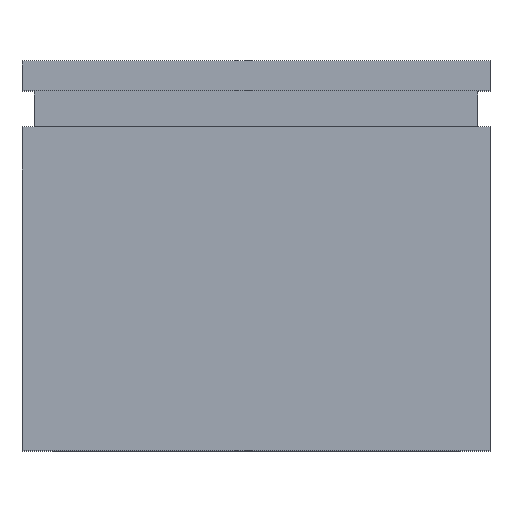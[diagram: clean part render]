
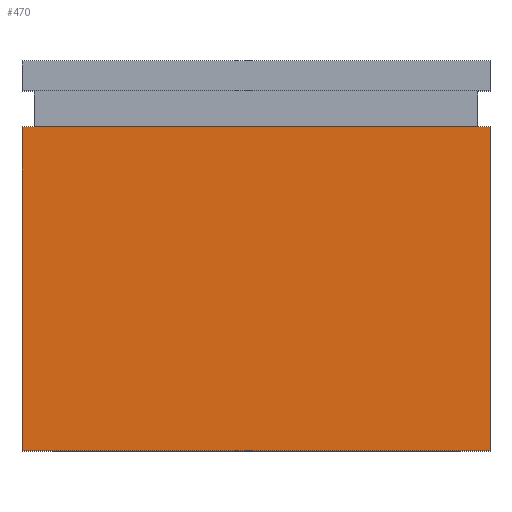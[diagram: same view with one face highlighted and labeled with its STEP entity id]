
A CAD part, top view. The second image highlights one B-rep face of the part: STEP entity #470.
In plain terms, the highlighted planar face has unit normal (0, 0, 1).
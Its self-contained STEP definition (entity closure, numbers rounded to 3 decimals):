
#297=FACE_OUTER_BOUND('',#775,.T.);
#470=ADVANCED_FACE('',(#297),#645,.F.);
#645=PLANE('',#3461);
#775=EDGE_LOOP('',(#999,#1000,#1001,#1002));
#999=ORIENTED_EDGE('',*,*,#2260,.F.);
#1000=ORIENTED_EDGE('',*,*,#2249,.T.);
#1001=ORIENTED_EDGE('',*,*,#2273,.T.);
#1002=ORIENTED_EDGE('',*,*,#2275,.T.);
#1929=VERTEX_POINT('',#4722);
#1930=VERTEX_POINT('',#4724);
#1936=VERTEX_POINT('',#4744);
#1944=VERTEX_POINT('',#4770);
#2249=EDGE_CURVE('',#1930,#1929,#2736,.T.);
#2260=EDGE_CURVE('',#1930,#1936,#2747,.T.);
#2273=EDGE_CURVE('',#1929,#1944,#2760,.T.);
#2275=EDGE_CURVE('',#1944,#1936,#2762,.T.);
#2736=LINE('',#4723,#3099);
#2747=LINE('',#4743,#3110);
#2760=LINE('',#4769,#3123);
#2762=LINE('',#4773,#3125);
#3099=VECTOR('',#3762,1.);
#3110=VECTOR('',#3779,1.);
#3123=VECTOR('',#3802,1.);
#3125=VECTOR('',#3806,1.);
#3461=AXIS2_PLACEMENT_3D('',#4774,#3807,#3808);
#3762=DIRECTION('',(0.,-1.,0.));
#3779=DIRECTION('',(1.,0.,0.));
#3802=DIRECTION('',(1.,0.,0.));
#3806=DIRECTION('',(0.,1.,0.));
#3807=DIRECTION('',(0.,0.,-1.));
#3808=DIRECTION('',(1.,0.,0.));
#4722=CARTESIAN_POINT('',(6.043,-4.313,-0.78));
#4723=CARTESIAN_POINT('',(6.043,-245.269,-0.78));
#4724=CARTESIAN_POINT('',(6.043,1.087,-0.78));
#4743=CARTESIAN_POINT('',(13.753,1.087,-0.78));
#4744=CARTESIAN_POINT('',(13.843,1.087,-0.78));
#4769=CARTESIAN_POINT('',(13.753,-4.313,-0.78));
#4770=CARTESIAN_POINT('',(13.843,-4.313,-0.78));
#4773=CARTESIAN_POINT('',(13.843,-245.269,-0.78));
#4774=CARTESIAN_POINT('',(13.753,-4.313,-0.78));
